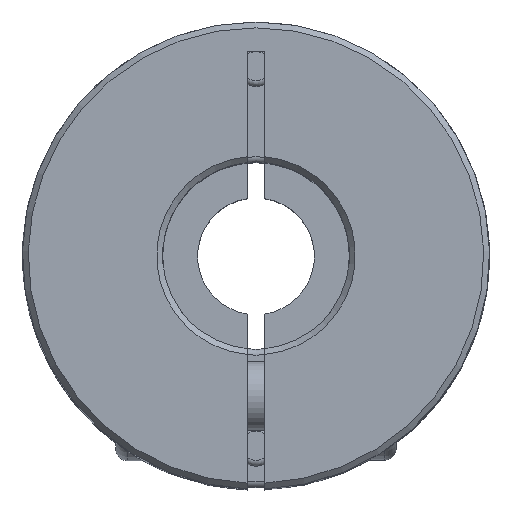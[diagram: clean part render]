
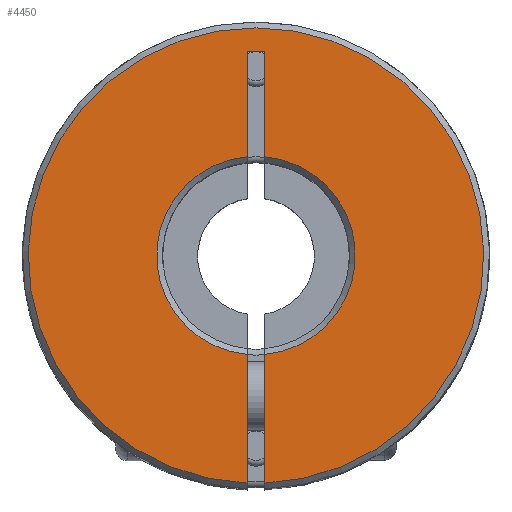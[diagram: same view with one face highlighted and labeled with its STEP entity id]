
A CAD part, top view. The second image highlights one B-rep face of the part: STEP entity #4450.
In plain terms, the highlighted planar face has unit normal (0, 0, 1).
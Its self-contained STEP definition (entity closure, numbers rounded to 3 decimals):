
#153=PLANE('',#4832);
#277=LINE('',#7635,#499);
#283=LINE('',#7647,#505);
#284=LINE('',#7651,#506);
#285=LINE('',#7655,#507);
#286=LINE('',#7656,#508);
#499=VECTOR('',#5788,10.);
#505=VECTOR('',#5796,10.);
#506=VECTOR('',#5799,10.);
#507=VECTOR('',#5802,10.);
#508=VECTOR('',#5803,10.);
#811=FACE_OUTER_BOUND('',#1111,.T.);
#1111=EDGE_LOOP('',(#3267,#3268,#3269,#3270,#3271,#3272,#3273,#3274));
#1423=CIRCLE('',#4829,4.25);
#1425=CIRCLE('',#4833,9.75);
#1426=CIRCLE('',#4834,4.25);
#1913=VERTEX_POINT('',#7622);
#1914=VERTEX_POINT('',#7626);
#1916=VERTEX_POINT('',#7634);
#1921=VERTEX_POINT('',#7646);
#1922=VERTEX_POINT('',#7648);
#1923=VERTEX_POINT('',#7650);
#1924=VERTEX_POINT('',#7652);
#1925=VERTEX_POINT('',#7654);
#2397=EDGE_CURVE('',#1913,#1914,#1423,.T.);
#2400=EDGE_CURVE('',#1916,#1914,#277,.T.);
#2406=EDGE_CURVE('',#1913,#1921,#283,.T.);
#2407=EDGE_CURVE('',#1922,#1921,#1425,.T.);
#2408=EDGE_CURVE('',#1923,#1922,#284,.T.);
#2409=EDGE_CURVE('',#1924,#1923,#1426,.T.);
#2410=EDGE_CURVE('',#1925,#1924,#285,.T.);
#2411=EDGE_CURVE('',#1916,#1925,#286,.T.);
#3267=ORIENTED_EDGE('',*,*,#2397,.F.);
#3268=ORIENTED_EDGE('',*,*,#2406,.T.);
#3269=ORIENTED_EDGE('',*,*,#2407,.F.);
#3270=ORIENTED_EDGE('',*,*,#2408,.F.);
#3271=ORIENTED_EDGE('',*,*,#2409,.F.);
#3272=ORIENTED_EDGE('',*,*,#2410,.F.);
#3273=ORIENTED_EDGE('',*,*,#2411,.F.);
#3274=ORIENTED_EDGE('',*,*,#2400,.T.);
#4450=ADVANCED_FACE('',(#811),#153,.F.);
#4829=AXIS2_PLACEMENT_3D('',#7627,#5782,#5783);
#4832=AXIS2_PLACEMENT_3D('',#7645,#5794,#5795);
#4833=AXIS2_PLACEMENT_3D('',#7649,#5797,#5798);
#4834=AXIS2_PLACEMENT_3D('',#7653,#5800,#5801);
#5782=DIRECTION('center_axis',(0.,0.,
1.));
#5783=DIRECTION('ref_axis',(1.,0.,0.));
#5788=DIRECTION('',(0.,-1.,0.));
#5794=DIRECTION('center_axis',(0.,0.,
-1.));
#5795=DIRECTION('ref_axis',(-1.,0.,0.));
#5796=DIRECTION('',(0.,-1.,0.));
#5797=DIRECTION('center_axis',(0.,0.,
-1.));
#5798=DIRECTION('ref_axis',(-1.,0.,0.));
#5799=DIRECTION('',(0.,-1.,0.));
#5800=DIRECTION('center_axis',(0.,0.,
1.));
#5801=DIRECTION('ref_axis',(-1.,0.,0.));
#5802=DIRECTION('',(0.,-1.,0.));
#5803=DIRECTION('',(-1.,0.,0.));
#7622=CARTESIAN_POINT('',(0.375,-4.233,12.5));
#7626=CARTESIAN_POINT('',(0.375,4.233,12.5));
#7627=CARTESIAN_POINT('Origin',(0.,0.,
12.5));
#7634=CARTESIAN_POINT('',(0.375,8.75,12.5));
#7635=CARTESIAN_POINT('',(0.375,10.,12.5));
#7645=CARTESIAN_POINT('Origin',(0.,0.004,
12.5));
#7646=CARTESIAN_POINT('',(0.375,-9.743,12.5));
#7647=CARTESIAN_POINT('',(0.375,10.,12.5));
#7648=CARTESIAN_POINT('',(-0.375,-9.743,12.5));
#7649=CARTESIAN_POINT('Origin',(0.,0.,
12.5));
#7650=CARTESIAN_POINT('',(-0.375,-4.233,12.5));
#7651=CARTESIAN_POINT('',(-0.375,10.,12.5));
#7652=CARTESIAN_POINT('',(-0.375,4.233,12.5));
#7653=CARTESIAN_POINT('Origin',(0.,0.,
12.5));
#7654=CARTESIAN_POINT('',(-0.375,8.75,12.5));
#7655=CARTESIAN_POINT('',(-0.375,10.,12.5));
#7656=CARTESIAN_POINT('',(0.375,8.75,12.5));
